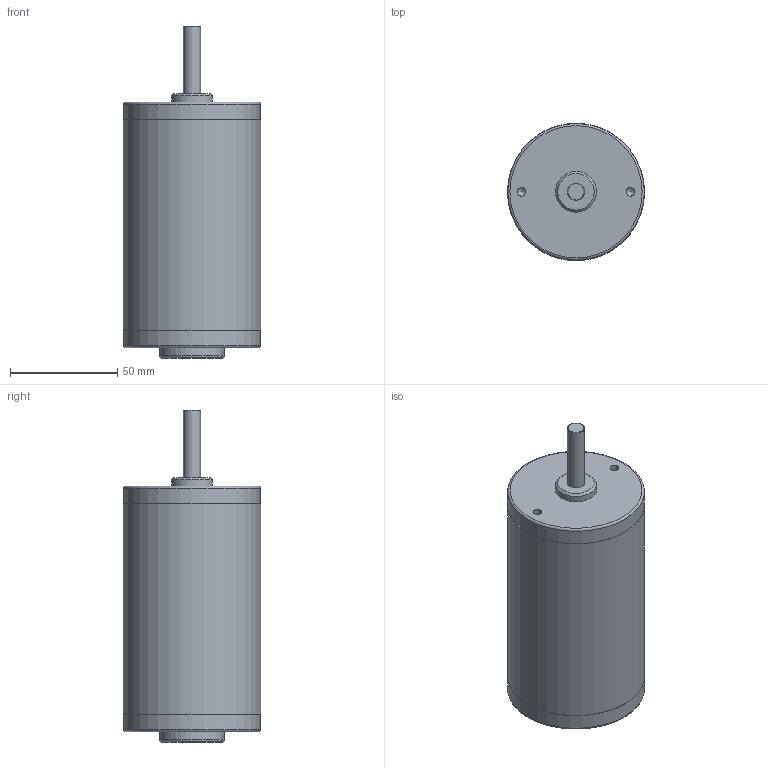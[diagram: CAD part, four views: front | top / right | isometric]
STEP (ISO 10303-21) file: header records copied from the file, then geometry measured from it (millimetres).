
FILE_DESCRIPTION(/* description */ (''),/* implementation_level */ '2;1');
FILE_NAME(/* name */ 'CIM Motor SW.ipt.step',/* time_stamp */ '2014-01-07T11:02:46-08:00',/* author */ ('Philip'),/* organization */ (''),/* preprocessor_version */ 'ST-DEVELOPER v15.2',/* originating_system */ 'Autodesk Inventor 2014',/* authorisation */ '');
FILE_SCHEMA (('AUTOMOTIVE_DESIGN { 1 0 10303 214 3 1 1 }'));
Length unit declared in the file: inch
Products named in the file (1): CIM Motor SW
Bounding box: 64.01 x 64.01 x 154.93 mm (x, y, z)
Volume: 373985.3 mm3; surface area: 31049 mm2
Topology: 1 solids, 1 shells, 22 faces, 42 edges, 27 vertices
Faces by surface type: cylinder 8, plane 7, torus 4, cone 3
Full cylindrical faces by diameter (mm): 4.039 x2, 8 x1, 19.05 x1, 30.074 x1, 63.754 x2, 64.008 x1
Entity records: 455 total; most frequent: DIRECTION 88, CARTESIAN_POINT 65, AXIS2_PLACEMENT_3D 44, EDGE_LOOP 42, ORIENTED_EDGE 42, FACE_OUTER_BOUND 22, ADVANCED_FACE 22, CIRCLE 21
